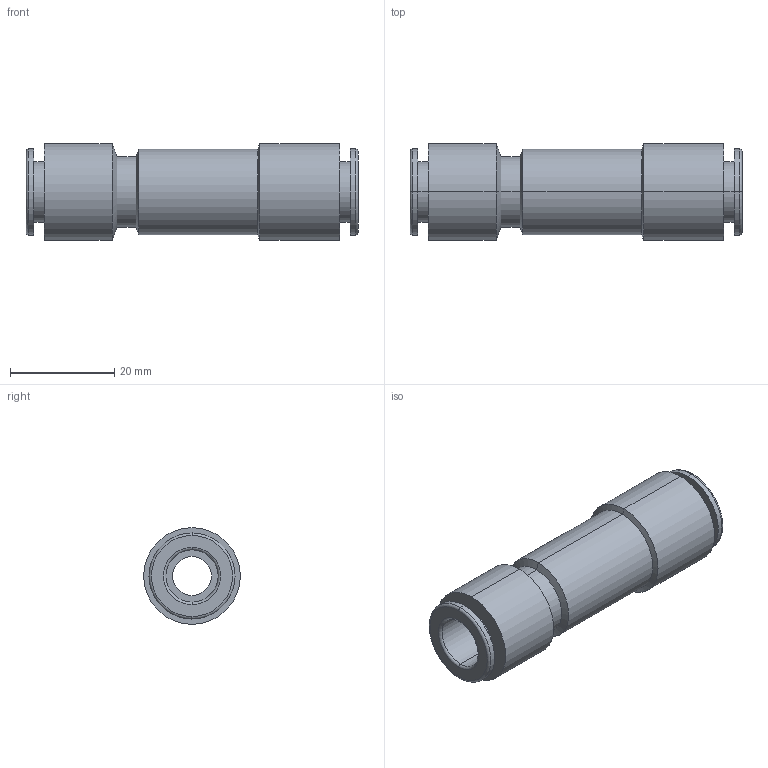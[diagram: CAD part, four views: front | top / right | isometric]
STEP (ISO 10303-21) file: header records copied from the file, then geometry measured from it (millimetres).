
FILE_DESCRIPTION (( 'STEP AP214' ), '1' );
FILE_NAME ('AKH10-00.step.step', '2011-08-01T06:56:18', ( 'sysAdmin' ), ( 'SolidWorks' ), 'SwSTEP 2.0', 'SolidWorks 2011', '' );
FILE_SCHEMA (( 'AUTOMOTIVE_DESIGN' ));
Length unit declared in the file: millimetre
Products named in the file (2): AKH10-00.step_AKH3155 Check Valve_10; AKH10-00.step
Assembly tree (1 placements, depth 2):
  AKH10-00.step
    AKH10-00.step_AKH3155 Check Valve_10
Bounding box: 63.6 x 18.5 x 18.5 mm (x, y, z)
Volume: 10124.6 mm3; surface area: 6223.3 mm2
Topology: 1 solids, 1 shells, 44 faces, 88 edges, 52 vertices
Faces by surface type: cylinder 22, torus 8, plane 8, cone 6
Entity records: 1222 total; most frequent: DIRECTION 244, CARTESIAN_POINT 188, ORIENTED_EDGE 176, AXIS2_PLACEMENT_3D 108, EDGE_CURVE 88, CIRCLE 60, EDGE_LOOP 52, VERTEX_POINT 52
